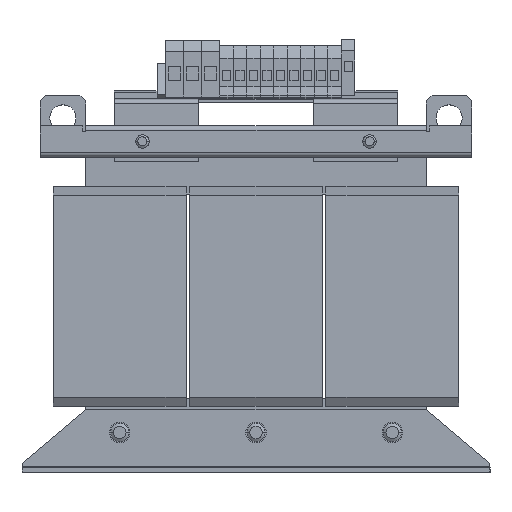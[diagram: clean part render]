
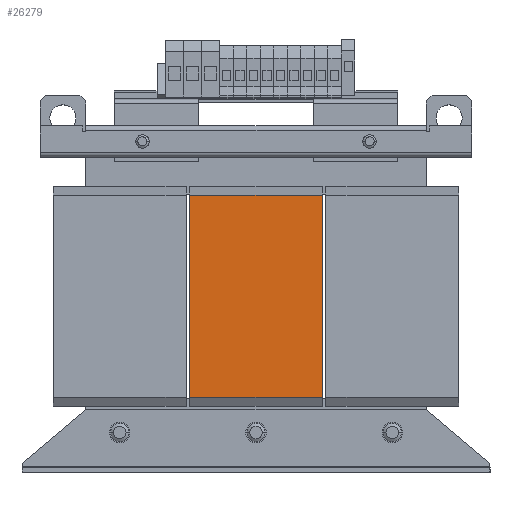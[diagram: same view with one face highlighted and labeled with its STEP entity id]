
A CAD part, top view. The second image highlights one B-rep face of the part: STEP entity #26279.
In plain terms, the highlighted planar face has unit normal (0, 0, 1).
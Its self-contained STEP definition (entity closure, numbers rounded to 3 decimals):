
#219 = CARTESIAN_POINT ( 'NONE',  ( 58.5, 89., 66. ) ) ;
#775 = DIRECTION ( 'NONE',  ( 0., 0., -1. ) ) ;
#870 = LINE ( 'NONE', #27426, #17159 ) ;
#930 = VECTOR ( 'NONE', #13065, 1000. ) ;
#2330 = DIRECTION ( 'NONE',  ( 0., -1., 0. ) ) ;
#3258 = FACE_OUTER_BOUND ( 'NONE', #8175, .T. ) ;
#3276 = CARTESIAN_POINT ( 'NONE',  ( 58.5, 0., 66. ) ) ;
#4697 = CARTESIAN_POINT ( 'NONE',  ( -58.5, 0., 66. ) ) ;
#4858 = DIRECTION ( 'NONE',  ( -1., 0., 0. ) ) ;
#5349 = DIRECTION ( 'NONE',  ( -1., 0., 0. ) ) ;
#8005 = EDGE_CURVE ( 'Defeature ausgef�hrt3_60+Defeature ausgef�hrt3_59+Defeature ausgef�hrt3_69+Defeature ausgef�hrt3_70', #8322, #20620, #26396, .T. ) ;
#8175 = EDGE_LOOP ( 'NONE', ( #12585, #18587, #28538, #11332 ) ) ;
#8322 = VERTEX_POINT ( 'NONE', #219 ) ;
#11258 = VERTEX_POINT ( 'NONE', #15662 ) ;
#11332 = ORIENTED_EDGE ( 'NONE', *, *, #8005, .T. ) ;
#12585 = ORIENTED_EDGE ( 'NONE', *, *, #21618, .T. ) ;
#12957 = LINE ( 'NONE', #19993, #930 ) ;
#13065 = DIRECTION ( 'NONE',  ( 0., -1., 0. ) ) ;
#13973 = DIRECTION ( 'NONE',  ( -1., 0., 0. ) ) ;
#15662 = CARTESIAN_POINT ( 'NONE',  ( 58.5, -89., 66. ) ) ;
#16178 = CARTESIAN_POINT ( 'NONE',  ( 58.5, 89., 66. ) ) ;
#16309 = VECTOR ( 'NONE', #2330, 1000. ) ;
#16662 = PLANE ( 'NONE',  #16865 ) ;
#16663 = EDGE_CURVE ( 'Defeature ausgef�hrt3_61+Defeature ausgef�hrt3_60+Defeature ausgef�hrt3_69+Defeature ausgef�hrt3_70', #11258, #21846, #870, .T. ) ;
#16865 = AXIS2_PLACEMENT_3D ( 'NONE', #3276, #775, #5349 ) ;
#17064 = LINE ( 'NONE', #4697, #16309 ) ;
#17159 = VECTOR ( 'NONE', #13973, 1000. ) ;
#17451 = VECTOR ( 'NONE', #4858, 1000. ) ;
#18587 = ORIENTED_EDGE ( 'NONE', *, *, #16663, .F. ) ;
#19456 = EDGE_CURVE ( 'Defeature ausgef�hrt3_69+Defeature ausgef�hrt3_60+Defeature ausgef�hrt3_59+Defeature ausgef�hrt3_61', #8322, #11258, #12957, .T. ) ;
#19993 = CARTESIAN_POINT ( 'NONE',  ( 58.5, 0., 66. ) ) ;
#20620 = VERTEX_POINT ( 'NONE', #22949 ) ;
#21618 = EDGE_CURVE ( 'Defeature ausgef�hrt3_60+Defeature ausgef�hrt3_70+Defeature ausgef�hrt3_59+Defeature ausgef�hrt3_61', #20620, #21846, #17064, .T. ) ;
#21846 = VERTEX_POINT ( 'NONE', #26009 ) ;
#22949 = CARTESIAN_POINT ( 'NONE',  ( -58.5, 89., 66. ) ) ;
#26009 = CARTESIAN_POINT ( 'NONE',  ( -58.5, -89., 66. ) ) ;
#26279 = ADVANCED_FACE ( 'Defeature ausgef�hrt3_60', ( #3258 ), #16662, .F. ) ;
#26396 = LINE ( 'NONE', #16178, #17451 ) ;
#27426 = CARTESIAN_POINT ( 'NONE',  ( 58.5, -89., 66. ) ) ;
#28538 = ORIENTED_EDGE ( 'NONE', *, *, #19456, .F. ) ;
